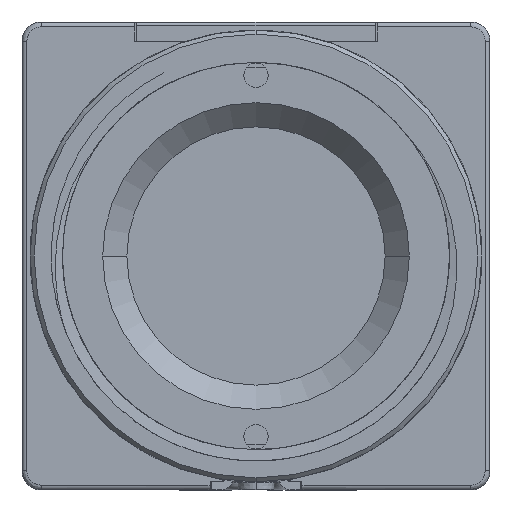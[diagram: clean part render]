
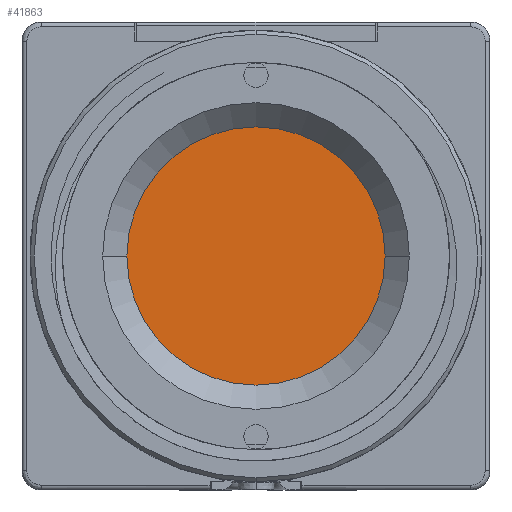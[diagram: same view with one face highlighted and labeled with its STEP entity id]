
A CAD part, front view. The second image highlights one B-rep face of the part: STEP entity #41863.
In plain terms, the highlighted planar face has unit normal (0, -1, 0).
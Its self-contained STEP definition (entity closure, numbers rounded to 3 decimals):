
#14348 = ORIENTED_EDGE ( 'NONE', *, *, #74809, .F. ) ;
#16379 = DIRECTION ( 'NONE',  ( 0., 0., 1. ) ) ;
#23202 = CIRCLE ( 'NONE', #38749, 9. ) ;
#24847 = AXIS2_PLACEMENT_3D ( 'NONE', #93165, #37556, #37896 ) ;
#31101 = VERTEX_POINT ( 'NONE', #35992 ) ;
#34936 = FACE_OUTER_BOUND ( 'NONE', #67367, .T. ) ;
#35992 = CARTESIAN_POINT ( 'NONE',  ( -98.064, -13.259, 38.951 ) ) ;
#37556 = DIRECTION ( 'NONE',  ( 0., 1., 0. ) ) ;
#37896 = DIRECTION ( 'NONE',  ( 0., 0., 1. ) ) ;
#38749 = AXIS2_PLACEMENT_3D ( 'NONE', #70966, #54601, #70315 ) ;
#41863 = ADVANCED_FACE ( 'NONE', ( #34936 ), #63868, .F. ) ;
#54601 = DIRECTION ( 'NONE',  ( 0., 1., 0. ) ) ;
#56328 = CARTESIAN_POINT ( 'NONE',  ( -98.064, -13.259, 47.951 ) ) ;
#63868 = PLANE ( 'NONE',  #86289 ) ;
#67367 = EDGE_LOOP ( 'NONE', ( #14348, #89791 ) ) ;
#69423 = CIRCLE ( 'NONE', #24847, 9. ) ;
#70315 = DIRECTION ( 'NONE',  ( 0., 0., 1. ) ) ;
#70966 = CARTESIAN_POINT ( 'NONE',  ( -98.064, -13.259, 47.951 ) ) ;
#74809 = EDGE_CURVE ( 'NONE', #101217, #31101, #69423, .T. ) ;
#78204 = EDGE_CURVE ( 'NONE', #31101, #101217, #23202, .T. ) ;
#86289 = AXIS2_PLACEMENT_3D ( 'NONE', #56328, #87770, #16379 ) ;
#87770 = DIRECTION ( 'NONE',  ( 0., 1., 0. ) ) ;
#89791 = ORIENTED_EDGE ( 'NONE', *, *, #78204, .F. ) ;
#93165 = CARTESIAN_POINT ( 'NONE',  ( -98.064, -13.259, 47.951 ) ) ;
#99900 = CARTESIAN_POINT ( 'NONE',  ( -98.064, -13.259, 56.951 ) ) ;
#101217 = VERTEX_POINT ( 'NONE', #99900 ) ;
